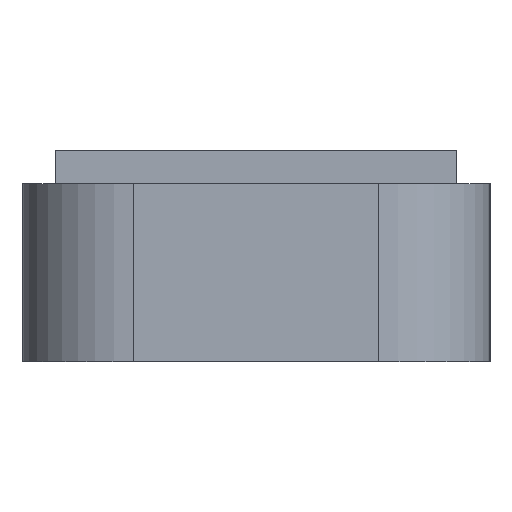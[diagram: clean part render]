
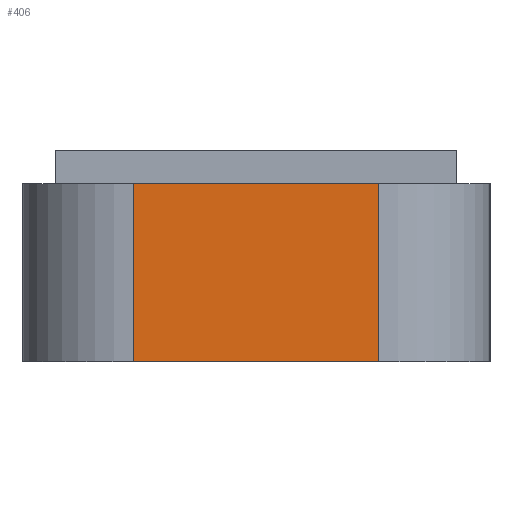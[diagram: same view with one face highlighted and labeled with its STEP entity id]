
A CAD part, left-side view. The second image highlights one B-rep face of the part: STEP entity #406.
In plain terms, the highlighted planar face has unit normal (-1, 0, 0).
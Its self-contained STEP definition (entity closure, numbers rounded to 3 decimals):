
#68=FACE_OUTER_BOUND('',#96,.T.);
#96=EDGE_LOOP('',(#334,#335,#336,#337));
#127=LINE('',#636,#161);
#138=LINE('',#673,#172);
#139=LINE('',#677,#173);
#140=LINE('',#679,#174);
#161=VECTOR('',#507,1.);
#172=VECTOR('',#546,1.);
#173=VECTOR('',#551,1.);
#174=VECTOR('',#554,1.);
#193=VERTEX_POINT('',#633);
#194=VERTEX_POINT('',#635);
#206=VERTEX_POINT('',#671);
#207=VERTEX_POINT('',#675);
#233=EDGE_CURVE('',#194,#193,#127,.T.);
#252=EDGE_CURVE('',#206,#193,#138,.T.);
#254=EDGE_CURVE('',#207,#194,#139,.T.);
#255=EDGE_CURVE('',#207,#206,#140,.T.);
#334=ORIENTED_EDGE('',*,*,#233,.T.);
#335=ORIENTED_EDGE('',*,*,#252,.F.);
#336=ORIENTED_EDGE('',*,*,#255,.F.);
#337=ORIENTED_EDGE('',*,*,#254,.T.);
#388=PLANE('',#455);
#406=ADVANCED_FACE('',(#68),#388,.F.);
#455=AXIS2_PLACEMENT_3D('',#678,#552,#553);
#507=DIRECTION('',(0.,1.,0.));
#546=DIRECTION('',(0.,0.,1.));
#551=DIRECTION('',(0.,0.,1.));
#552=DIRECTION('center_axis',(1.,0.,0.));
#553=DIRECTION('ref_axis',(0.,0.,1.));
#554=DIRECTION('',(0.,1.,0.));
#633=CARTESIAN_POINT('',(-53.,5.501,0.));
#635=CARTESIAN_POINT('',(-53.,-5.501,0.));
#636=CARTESIAN_POINT('',(-53.,-10.5,0.));
#671=CARTESIAN_POINT('',(-53.,5.501,-8.));
#673=CARTESIAN_POINT('',(-53.,5.501,-8.));
#675=CARTESIAN_POINT('',(-53.,-5.501,-8.));
#677=CARTESIAN_POINT('',(-53.,-5.501,-8.));
#678=CARTESIAN_POINT('Origin',(-53.,-10.5,-8.));
#679=CARTESIAN_POINT('',(-53.,-10.5,-8.));
